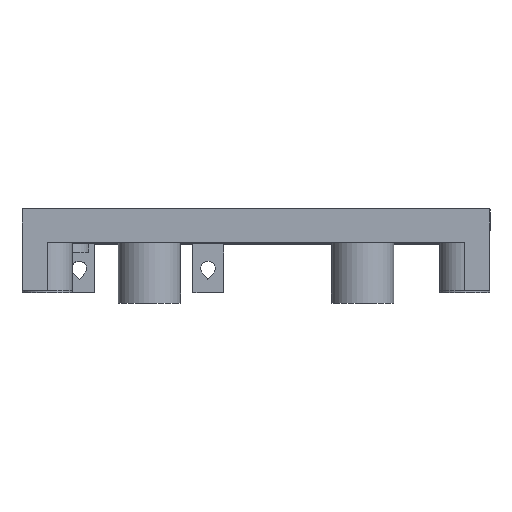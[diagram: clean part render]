
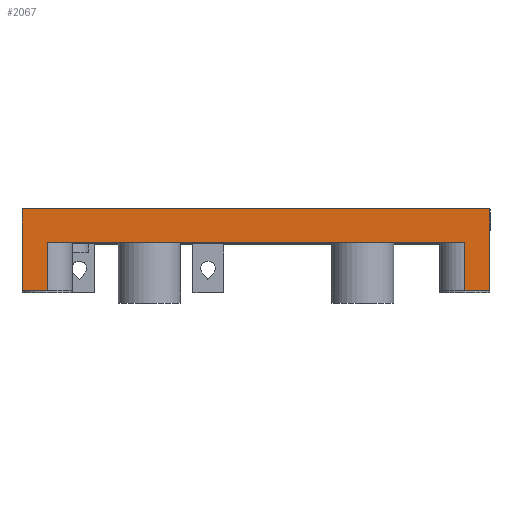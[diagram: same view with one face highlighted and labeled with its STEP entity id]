
A CAD part, top view. The second image highlights one B-rep face of the part: STEP entity #2067.
In plain terms, the highlighted planar face has unit normal (0, 0, 1).
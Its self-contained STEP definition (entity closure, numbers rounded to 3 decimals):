
#196=FACE_OUTER_BOUND('',#301,.T.);
#301=EDGE_LOOP('',(#1401,#1402,#1403,#1404,#1405,#1406,#1407,#1408));
#460=LINE('',#3001,#675);
#461=LINE('',#3008,#676);
#462=LINE('',#3012,#677);
#463=LINE('',#3013,#678);
#464=LINE('',#3015,#679);
#465=LINE('',#3017,#680);
#466=LINE('',#3019,#681);
#467=LINE('',#3020,#682);
#675=VECTOR('',#2389,10.);
#676=VECTOR('',#2396,10.);
#677=VECTOR('',#2401,10.);
#678=VECTOR('',#2402,10.);
#679=VECTOR('',#2403,10.);
#680=VECTOR('',#2404,10.);
#681=VECTOR('',#2405,10.);
#682=VECTOR('',#2406,10.);
#884=VERTEX_POINT('',#2988);
#890=VERTEX_POINT('',#2999);
#892=VERTEX_POINT('',#3005);
#893=VERTEX_POINT('',#3007);
#894=VERTEX_POINT('',#3011);
#895=VERTEX_POINT('',#3014);
#896=VERTEX_POINT('',#3016);
#897=VERTEX_POINT('',#3018);
#1090=EDGE_CURVE('',#890,#884,#460,.T.);
#1093=EDGE_CURVE('',#893,#892,#461,.T.);
#1095=EDGE_CURVE('',#884,#894,#462,.T.);
#1096=EDGE_CURVE('',#893,#890,#463,.F.);
#1097=EDGE_CURVE('',#895,#892,#464,.T.);
#1098=EDGE_CURVE('',#896,#895,#465,.T.);
#1099=EDGE_CURVE('',#897,#896,#466,.F.);
#1100=EDGE_CURVE('',#894,#897,#467,.T.);
#1401=ORIENTED_EDGE('',*,*,#1095,.F.);
#1402=ORIENTED_EDGE('',*,*,#1090,.F.);
#1403=ORIENTED_EDGE('',*,*,#1096,.F.);
#1404=ORIENTED_EDGE('',*,*,#1093,.T.);
#1405=ORIENTED_EDGE('',*,*,#1097,.F.);
#1406=ORIENTED_EDGE('',*,*,#1098,.F.);
#1407=ORIENTED_EDGE('',*,*,#1099,.F.);
#1408=ORIENTED_EDGE('',*,*,#1100,.F.);
#2000=PLANE('',#2189);
#2067=ADVANCED_FACE('',(#196),#2000,.T.);
#2189=AXIS2_PLACEMENT_3D('',#3010,#2399,#2400);
#2389=DIRECTION('',(0.,1.,0.));
#2396=DIRECTION('',(0.,1.,0.));
#2399=DIRECTION('center_axis',(0.,0.,1.));
#2400=DIRECTION('ref_axis',(-1.,0.,0.));
#2401=DIRECTION('',(1.,0.,0.));
#2402=DIRECTION('',(1.,0.,0.));
#2403=DIRECTION('',(-1.,0.,0.));
#2404=DIRECTION('',(0.,1.,0.));
#2405=DIRECTION('',(1.,0.,0.));
#2406=DIRECTION('',(0.,-1.,0.));
#2988=CARTESIAN_POINT('',(-28.,0.,86.5));
#2999=CARTESIAN_POINT('',(-28.,-9.8,86.5));
#3001=CARTESIAN_POINT('',(-28.,0.,86.5));
#3005=CARTESIAN_POINT('',(-25.,-4.,86.5));
#3007=CARTESIAN_POINT('',(-25.,-9.8,86.5));
#3008=CARTESIAN_POINT('',(-25.,-4.,86.5));
#3010=CARTESIAN_POINT('Origin',(22.,0.,86.5));
#3011=CARTESIAN_POINT('',(28.,0.,86.5));
#3012=CARTESIAN_POINT('',(11.,0.,86.5));
#3013=CARTESIAN_POINT('',(11.,-9.8,86.5));
#3014=CARTESIAN_POINT('',(25.,-4.,86.5));
#3015=CARTESIAN_POINT('',(-14.,-4.,86.5));
#3016=CARTESIAN_POINT('',(25.,-9.8,86.5));
#3017=CARTESIAN_POINT('',(25.,-4.,86.5));
#3018=CARTESIAN_POINT('',(28.,-9.8,86.5));
#3019=CARTESIAN_POINT('',(11.,-9.8,86.5));
#3020=CARTESIAN_POINT('',(28.,0.,86.5));
